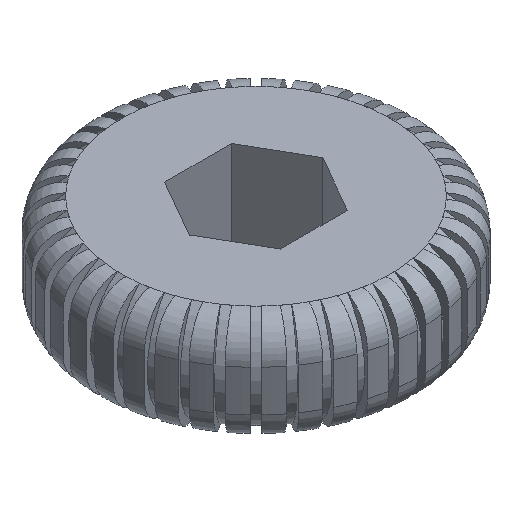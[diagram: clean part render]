
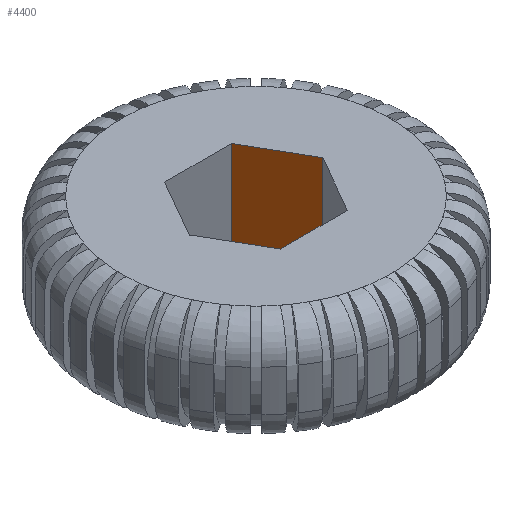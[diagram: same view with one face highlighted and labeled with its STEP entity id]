
A CAD part, isometric view. The second image highlights one B-rep face of the part: STEP entity #4400.
In plain terms, the highlighted planar face has unit normal (-0.866, -0.5, 0).
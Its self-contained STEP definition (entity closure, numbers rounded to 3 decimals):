
#419=FACE_OUTER_BOUND('',#669,.T.);
#669=EDGE_LOOP('',(#3800,#3801,#3802,#3803));
#760=LINE('',#9343,#862);
#768=LINE('',#9362,#870);
#771=LINE('',#9366,#873);
#772=LINE('',#9368,#874);
#862=VECTOR('',#5959,10.);
#870=VECTOR('',#5973,10.);
#873=VECTOR('',#5978,10.);
#874=VECTOR('',#5981,10.);
#1836=VERTEX_POINT('',#9340);
#1837=VERTEX_POINT('',#9342);
#1844=VERTEX_POINT('',#9359);
#1845=VERTEX_POINT('',#9361);
#2487=EDGE_CURVE('',#1837,#1836,#760,.T.);
#2496=EDGE_CURVE('',#1844,#1845,#768,.T.);
#2499=EDGE_CURVE('',#1836,#1845,#771,.T.);
#2500=EDGE_CURVE('',#1837,#1844,#772,.T.);
#3800=ORIENTED_EDGE('',*,*,#2487,.T.);
#3801=ORIENTED_EDGE('',*,*,#2499,.T.);
#3802=ORIENTED_EDGE('',*,*,#2496,.F.);
#3803=ORIENTED_EDGE('',*,*,#2500,.F.);
#3903=PLANE('',#4908);
#4400=ADVANCED_FACE('',(#419),#3903,.T.);
#4908=AXIS2_PLACEMENT_3D('',#9367,#5979,#5980);
#5959=DIRECTION('',(0.5,-0.866,0.));
#5973=DIRECTION('',(0.5,-0.866,0.));
#5978=DIRECTION('',(0.,0.,1.));
#5979=DIRECTION('center_axis',(-0.866,-0.5,0.));
#5980=DIRECTION('ref_axis',(0.5,-0.866,0.));
#5981=DIRECTION('',(0.,0.,1.));
#9340=CARTESIAN_POINT('',(3.233,0.,0.));
#9342=CARTESIAN_POINT('',(1.617,2.8,0.));
#9343=CARTESIAN_POINT('',(1.617,2.8,0.));
#9359=CARTESIAN_POINT('',(1.617,2.8,5.));
#9361=CARTESIAN_POINT('',(3.233,0.,5.));
#9362=CARTESIAN_POINT('',(1.617,2.8,5.));
#9366=CARTESIAN_POINT('',(3.233,0.,0.));
#9367=CARTESIAN_POINT('Origin',(1.617,2.8,0.));
#9368=CARTESIAN_POINT('',(1.617,2.8,0.));
